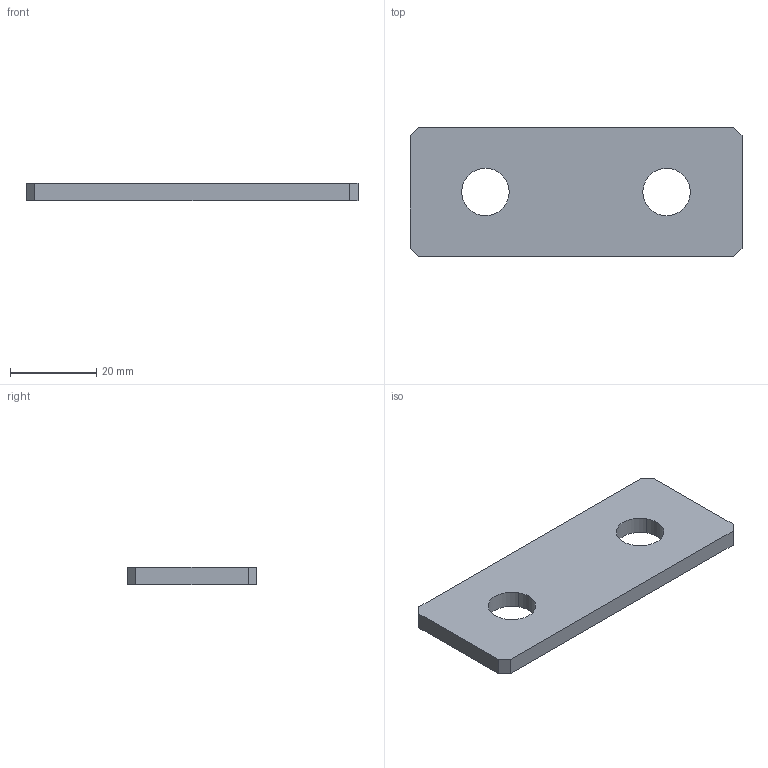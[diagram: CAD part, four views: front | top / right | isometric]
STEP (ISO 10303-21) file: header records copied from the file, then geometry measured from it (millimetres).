
FILE_DESCRIPTION(('CATIA V5 STEP'),'2;1');
FILE_NAME ('401405_2_1065100000_1065100000_16351_WQL_2_WFF120_STP.stp','2006-02-15T09:48:59+00:00',('none'),('Weidmueller'),'CATIA Version 5 Release 12 (IN-9)','CATIA V5 STEP AP203','none');
FILE_SCHEMA(('CONFIG_CONTROL_DESIGN'));
Length unit declared in the file: millimetre
Products named in the file (1): 1065100000_16351_WQL_2_WFF120_STP
Bounding box: 77 x 30 x 4 mm (x, y, z)
Volume: 8447.7 mm3; surface area: 5337.6 mm2
Topology: 1 solids, 1 shells, 14 faces, 36 edges, 26 vertices
Faces by surface type: plane 10, cylinder 4
Entity records: 465 total; most frequent: CARTESIAN_POINT 75, ORIENTED_EDGE 72, DIRECTION 60, EDGE_CURVE 36, VECTOR 28, LINE 28, VERTEX_POINT 24, AXIS2_PLACEMENT_3D 21
